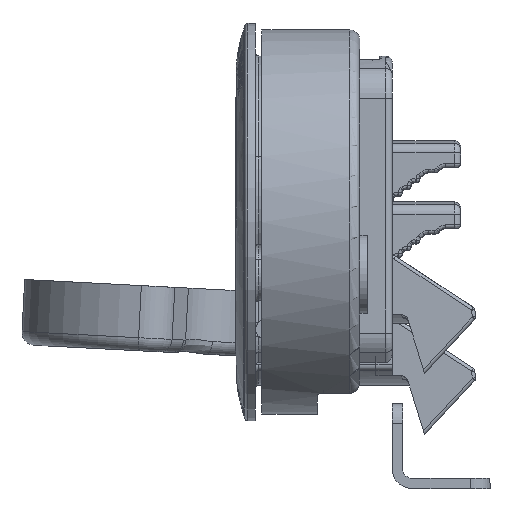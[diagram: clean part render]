
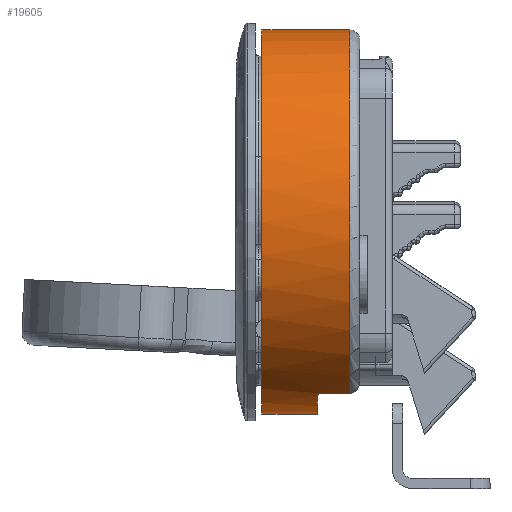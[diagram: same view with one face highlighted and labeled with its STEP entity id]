
A CAD part, left-side view. The second image highlights one B-rep face of the part: STEP entity #19605.
In plain terms, the highlighted cylindrical face has radius 29.5 mm (diameter 59 mm), a partial arc.
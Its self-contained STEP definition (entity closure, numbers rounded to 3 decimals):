
#692 = DIRECTION ( 'NONE',  ( 1., 0., 0. ) ) ;
#808 = EDGE_CURVE ( 'NONE', #11746, #29502, #12319, .T. ) ;
#1268 = VECTOR ( 'NONE', #9853, 1000. ) ;
#1881 = AXIS2_PLACEMENT_3D ( 'NONE', #5241, #10196, #30859 ) ;
#2125 = ORIENTED_EDGE ( 'NONE', *, *, #4677, .T. ) ;
#2427 = CARTESIAN_POINT ( 'NONE',  ( -26.603, 12.749, 8.523 ) ) ;
#2437 = DIRECTION ( 'NONE',  ( -1., 0., 0. ) ) ;
#2680 = AXIS2_PLACEMENT_3D ( 'NONE', #25716, #12880, #2437 ) ;
#3140 = FACE_OUTER_BOUND ( 'NONE', #9120, .T. ) ;
#3972 = ORIENTED_EDGE ( 'NONE', *, *, #808, .F. ) ;
#4677 = EDGE_CURVE ( 'NONE', #5980, #24601, #11391, .T. ) ;
#4864 = CARTESIAN_POINT ( 'NONE',  ( -26.23, 13.5, 15. ) ) ;
#5070 = CARTESIAN_POINT ( 'NONE',  ( -26.34, 13.284, 8.865 ) ) ;
#5241 = CARTESIAN_POINT ( 'NONE',  ( 0., 0., 13.5 ) ) ;
#5300 = CARTESIAN_POINT ( 'NONE',  ( -26.488, 12.986, 8.617 ) ) ;
#5980 = VERTEX_POINT ( 'NONE', #31265 ) ;
#6767 = ORIENTED_EDGE ( 'NONE', *, *, #12171, .T. ) ;
#7466 = DIRECTION ( 'NONE',  ( 0., 0., -1. ) ) ;
#7934 = CARTESIAN_POINT ( 'NONE',  ( -29.5, 0., 8.5 ) ) ;
#8017 = VECTOR ( 'NONE', #13306, 1000. ) ;
#9120 = EDGE_LOOP ( 'NONE', ( #2125, #16194, #6767, #28550, #3972, #31174, #26077 ) ) ;
#9797 = CARTESIAN_POINT ( 'NONE',  ( 29.5, 0., 15. ) ) ;
#9853 = DIRECTION ( 'NONE',  ( 0., 0., -1. ) ) ;
#10196 = DIRECTION ( 'NONE',  ( 0., 0., -1. ) ) ;
#10678 = CARTESIAN_POINT ( 'NONE',  ( -29.5, 0., 0. ) ) ;
#10923 = CARTESIAN_POINT ( 'NONE',  ( 0., 0., 0. ) ) ;
#11300 = CYLINDRICAL_SURFACE ( 'NONE', #2680, 29.5 ) ;
#11391 = CIRCLE ( 'NONE', #1881, 29.5 ) ;
#11700 = EDGE_CURVE ( 'NONE', #5980, #18036, #22327, .T. ) ;
#11746 = VERTEX_POINT ( 'NONE', #23908 ) ;
#12171 = EDGE_CURVE ( 'NONE', #21038, #20120, #13744, .T. ) ;
#12319 = CIRCLE ( 'NONE', #32528, 29.5 ) ;
#12761 = CARTESIAN_POINT ( 'NONE',  ( -26.23, 13.5, 9.36 ) ) ;
#12880 = DIRECTION ( 'NONE',  ( 0., 0., -1. ) ) ;
#12981 = CARTESIAN_POINT ( 'NONE',  ( -26.245, 13.471, 9.223 ) ) ;
#13306 = DIRECTION ( 'NONE',  ( 0., 0., -1. ) ) ;
#13744 = CIRCLE ( 'NONE', #24543, 29.5 ) ;
#13808 = EDGE_CURVE ( 'NONE', #24601, #21038, #33177, .T. ) ;
#13968 = CARTESIAN_POINT ( 'NONE',  ( 29.5, 0., 13.5 ) ) ;
#15954 = LINE ( 'NONE', #22927, #1268 ) ;
#16194 = ORIENTED_EDGE ( 'NONE', *, *, #13808, .T. ) ;
#17489 = CARTESIAN_POINT ( 'NONE',  ( -26.721, 12.5, 8.5 ) ) ;
#18036 = VERTEX_POINT ( 'NONE', #27969 ) ;
#18131 = CARTESIAN_POINT ( 'NONE',  ( -26.301, 13.361, 8.974 ) ) ;
#18562 = DIRECTION ( 'NONE',  ( 0., 0., 1. ) ) ;
#19605 = ADVANCED_FACE ( 'NONE', ( #3140 ), #11300, .T. ) ;
#20120 = VERTEX_POINT ( 'NONE', #10678 ) ;
#20614 = CARTESIAN_POINT ( 'NONE',  ( -26.435, 13.094, 8.685 ) ) ;
#21038 = VERTEX_POINT ( 'NONE', #27938 ) ;
#22327 = LINE ( 'NONE', #4864, #31214 ) ;
#22927 = CARTESIAN_POINT ( 'NONE',  ( -29.5, 0., 15. ) ) ;
#23219 = CARTESIAN_POINT ( 'NONE',  ( -26.23, 13.5, 9.5 ) ) ;
#23908 = CARTESIAN_POINT ( 'NONE',  ( -26.721, 12.5, 8.5 ) ) ;
#24543 = AXIS2_PLACEMENT_3D ( 'NONE', #10923, #18562, #692 ) ;
#24601 = VERTEX_POINT ( 'NONE', #13968 ) ;
#25716 = CARTESIAN_POINT ( 'NONE',  ( 0., 0., 15. ) ) ;
#25932 = EDGE_CURVE ( 'NONE', #11746, #18036, #30180, .T. ) ;
#26077 = ORIENTED_EDGE ( 'NONE', *, *, #11700, .F. ) ;
#26598 = EDGE_CURVE ( 'NONE', #29502, #20120, #15954, .T. ) ;
#27938 = CARTESIAN_POINT ( 'NONE',  ( 29.5, 0., 0. ) ) ;
#27969 = CARTESIAN_POINT ( 'NONE',  ( -26.23, 13.5, 9.5 ) ) ;
#28069 = DIRECTION ( 'NONE',  ( 1., 0., 0. ) ) ;
#28550 = ORIENTED_EDGE ( 'NONE', *, *, #26598, .F. ) ;
#29502 = VERTEX_POINT ( 'NONE', #7934 ) ;
#30180 = B_SPLINE_CURVE_WITH_KNOTS ( 'NONE', 3,
 ( #17489, #30482, #2427, #5300, #20614, #5070, #18131, #12981, #12761, #23219 ),
 .UNSPECIFIED., .F., .F.,
 ( 4, 2, 2, 2, 4 ),
 ( 0., 0., 0.001, 0.001, 0.002 ),
 .UNSPECIFIED. ) ;
#30482 = CARTESIAN_POINT ( 'NONE',  ( -26.662, 12.626, 8.5 ) ) ;
#30859 = DIRECTION ( 'NONE',  ( 1., 0., 0. ) ) ;
#30894 = DIRECTION ( 'NONE',  ( 0., 0., 1. ) ) ;
#31010 = CARTESIAN_POINT ( 'NONE',  ( 0., 0., 8.5 ) ) ;
#31174 = ORIENTED_EDGE ( 'NONE', *, *, #25932, .T. ) ;
#31214 = VECTOR ( 'NONE', #7466, 1000. ) ;
#31265 = CARTESIAN_POINT ( 'NONE',  ( -26.23, 13.5, 13.5 ) ) ;
#32528 = AXIS2_PLACEMENT_3D ( 'NONE', #31010, #30894, #28069 ) ;
#33177 = LINE ( 'NONE', #9797, #8017 ) ;
